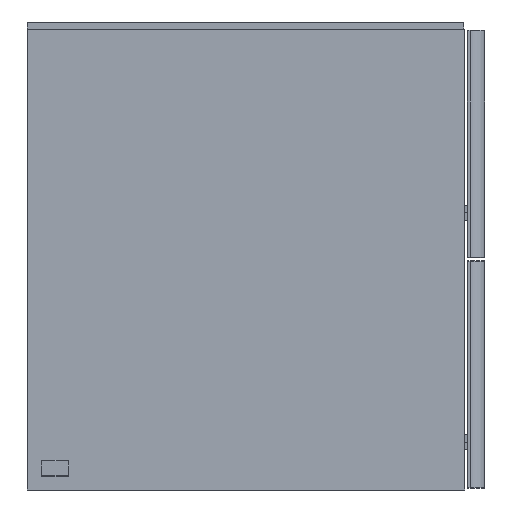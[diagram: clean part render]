
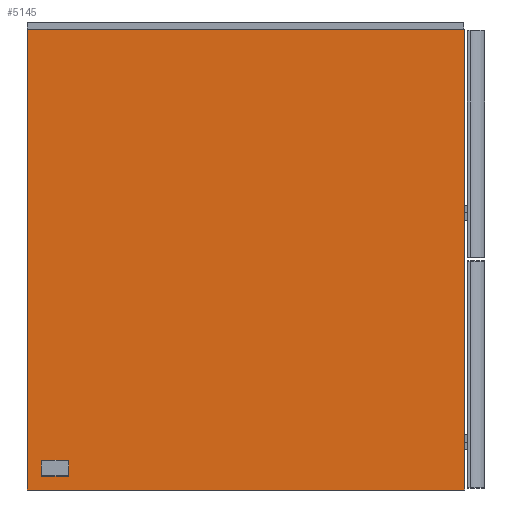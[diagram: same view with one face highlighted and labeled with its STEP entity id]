
A CAD part, left-side view. The second image highlights one B-rep face of the part: STEP entity #5145.
In plain terms, the highlighted planar face has unit normal (-1, 0, 0).
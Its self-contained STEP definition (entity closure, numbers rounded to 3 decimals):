
#5072=CARTESIAN_POINT('',(16419.685,-1869.499,1348.0));
#5073=VERTEX_POINT('',#5072);
#5080=CARTESIAN_POINT('',(16419.685,-2340.499,1348.0));
#5081=VERTEX_POINT('',#5080);
#5082=CARTESIAN_POINT('',(16419.685,-1869.499,1348.0));
#5083=DIRECTION('',(0.0,-1.0,0.0));
#5084=VECTOR('',#5083,471.);
#5085=LINE('',#5082,#5084);
#5086=EDGE_CURVE('',#5073,#5081,#5085,.T.);
#5104=CARTESIAN_POINT('',(16419.685,-2340.499,852.0));
#5105=VERTEX_POINT('',#5104);
#5106=CARTESIAN_POINT('',(16419.685,-2340.499,1348.0));
#5107=DIRECTION('',(0.0,0.0,-1.0));
#5108=VECTOR('',#5107,496.);
#5109=LINE('',#5106,#5108);
#5110=EDGE_CURVE('',#5081,#5105,#5109,.T.);
#5122=CARTESIAN_POINT('',(16419.685,-2104.999,851.999));
#5123=DIRECTION('',(-1.0,0.0,0.0));
#5124=DIRECTION('',(0.0,0.0,1.0));
#5125=AXIS2_PLACEMENT_3D('',#5122,#5123,#5124);
#5126=PLANE('',#5125);
#5127=ORIENTED_EDGE('',*,*,#5110,.F.);
#5128=ORIENTED_EDGE('',*,*,#5086,.F.);
#5129=CARTESIAN_POINT('',(16419.685,-1869.499,852.0));
#5130=VERTEX_POINT('',#5129);
#5131=CARTESIAN_POINT('',(16419.685,-1869.499,852.0));
#5132=DIRECTION('',(0.0,0.0,1.0));
#5133=VECTOR('',#5132,496.0);
#5134=LINE('',#5131,#5133);
#5135=EDGE_CURVE('',#5130,#5073,#5134,.T.);
#5136=ORIENTED_EDGE('',*,*,#5135,.F.);
#5137=CARTESIAN_POINT('',(16419.685,-1869.499,852.0));
#5138=DIRECTION('',(0.0,-1.0,0.0));
#5139=VECTOR('',#5138,471.);
#5140=LINE('',#5137,#5139);
#5141=EDGE_CURVE('',#5130,#5105,#5140,.T.);
#5142=ORIENTED_EDGE('',*,*,#5141,.T.);
#5143=EDGE_LOOP('',(#5127,#5128,#5136,#5142));
#5144=FACE_OUTER_BOUND('',#5143,.T.);
#5145=ADVANCED_FACE('',(#5144),#5126,.T.);
